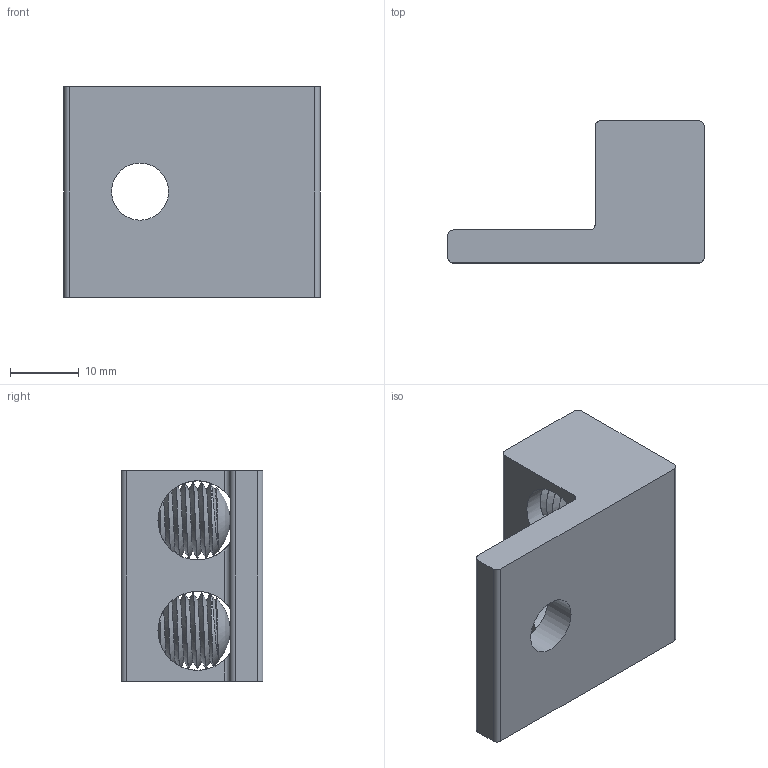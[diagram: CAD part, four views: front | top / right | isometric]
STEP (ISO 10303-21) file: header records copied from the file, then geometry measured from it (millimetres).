
FILE_DESCRIPTION(/* description */ (''),/* implementation_level */ '2;1');
FILE_NAME(/* name */ '2S2-0-33-44-HEX-M.stp',/* time_stamp */ '2017-02-06T10:22:53-05:00',/* author */ ('tsmith'),/* organization */ (''),/* preprocessor_version */ 'ST-DEVELOPER v16.5',/* originating_system */ 'Autodesk Inventor 2017',/* authorisation */ '');
FILE_SCHEMA (('AUTOMOTIVE_DESIGN { 1 0 10303 214 3 1 1 }'));
Length unit declared in the file: inch
Products named in the file (3): 2S2-0-33-44-HEX-M; 2S2-0-33-44; 11703-M
Assembly tree (3 placements, depth 2):
  2S2-0-33-44-HEX-M
    2S2-0-33-44
    11703-M  x2
Bounding box: 37.31 x 20.65 x 30.68 mm (x, y, z)
Volume: 10666.2 mm3; surface area: 7415.3 mm2
Topology: 3 solids, 3 shells, 67 faces, 174 edges, 113 vertices
Faces by surface type: plane 26, cylinder 19, cone 16, bspline 4, sphere 2
Full cylindrical faces by diameter (mm): 8.306 x1, 9.728 x2, 11.506 x2
Entity records: 3804 total; most frequent: CARTESIAN_POINT 2606, DIRECTION 225, ORIENTED_EDGE 216, EDGE_CURVE 108, AXIS2_PLACEMENT_3D 91, EDGE_LOOP 75, VERTEX_POINT 75, FACE_OUTER_BOUND 51
